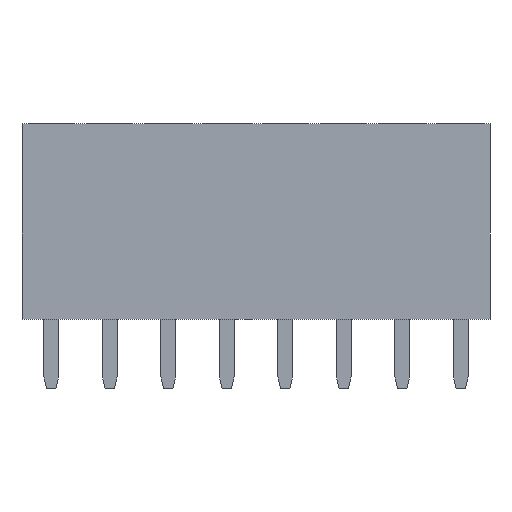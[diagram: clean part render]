
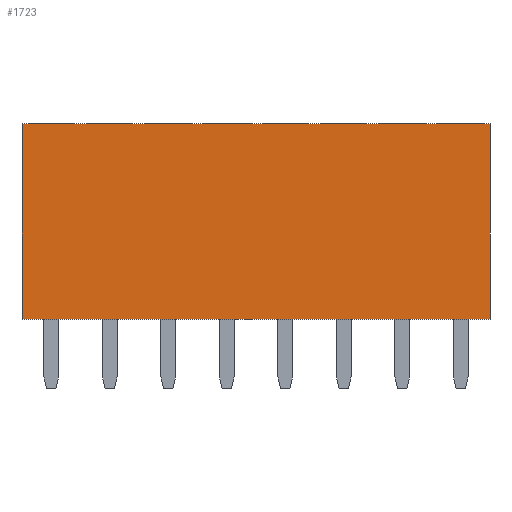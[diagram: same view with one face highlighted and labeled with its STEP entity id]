
A CAD part, left-side view. The second image highlights one B-rep face of the part: STEP entity #1723.
In plain terms, the highlighted planar face has unit normal (-1, 0, 0).
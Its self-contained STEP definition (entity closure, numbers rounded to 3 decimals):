
#869 = VERTEX_POINT('',#870);
#870 = CARTESIAN_POINT('',(-1.25,1.27,0.));
#878 = EDGE_CURVE('',#869,#879,#881,.T.);
#879 = VERTEX_POINT('',#880);
#880 = CARTESIAN_POINT('',(-1.25,1.27,8.5));
#881 = LINE('',#882,#883);
#882 = CARTESIAN_POINT('',(-1.25,1.27,0.));
#883 = VECTOR('',#884,1.);
#884 = DIRECTION('',(0.,0.,1.));
#959 = EDGE_CURVE('',#960,#869,#962,.T.);
#960 = VERTEX_POINT('',#961);
#961 = CARTESIAN_POINT('',(-1.25,-19.05,0.));
#962 = LINE('',#963,#964);
#963 = CARTESIAN_POINT('',(-1.25,-19.05,0.));
#964 = VECTOR('',#965,1.);
#965 = DIRECTION('',(0.,1.,0.));
#1432 = EDGE_CURVE('',#1433,#879,#1435,.T.);
#1433 = VERTEX_POINT('',#1434);
#1434 = CARTESIAN_POINT('',(-1.25,-19.05,8.5));
#1435 = LINE('',#1436,#1437);
#1436 = CARTESIAN_POINT('',(-1.25,-19.05,8.5));
#1437 = VECTOR('',#1438,1.);
#1438 = DIRECTION('',(0.,1.,0.));
#1723 = ADVANCED_FACE('',(#1724),#1735,.T.);
#1724 = FACE_BOUND('',#1725,.T.);
#1725 = EDGE_LOOP('',(#1726,#1732,#1733,#1734));
#1726 = ORIENTED_EDGE('',*,*,#1727,.T.);
#1727 = EDGE_CURVE('',#960,#1433,#1728,.T.);
#1728 = LINE('',#1729,#1730);
#1729 = CARTESIAN_POINT('',(-1.25,-19.05,0.));
#1730 = VECTOR('',#1731,1.);
#1731 = DIRECTION('',(0.,0.,1.));
#1732 = ORIENTED_EDGE('',*,*,#1432,.T.);
#1733 = ORIENTED_EDGE('',*,*,#878,.F.);
#1734 = ORIENTED_EDGE('',*,*,#959,.F.);
#1735 = PLANE('',#1736);
#1736 = AXIS2_PLACEMENT_3D('',#1737,#1738,#1739);
#1737 = CARTESIAN_POINT('',(-1.25,-19.05,0.));
#1738 = DIRECTION('',(-1.,0.,0.));
#1739 = DIRECTION('',(0.,1.,0.));
